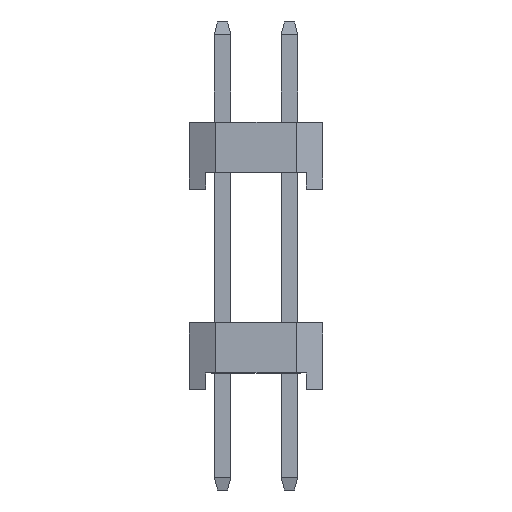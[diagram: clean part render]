
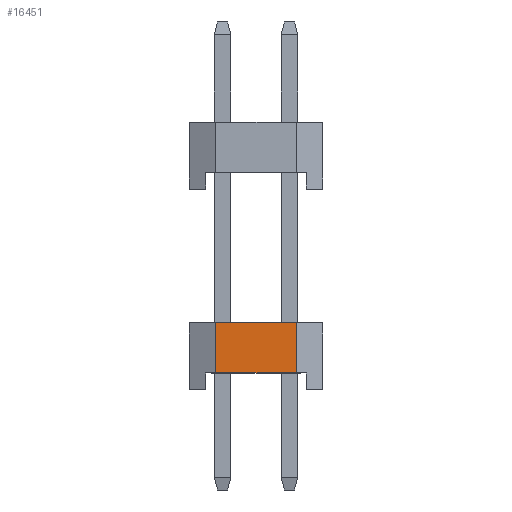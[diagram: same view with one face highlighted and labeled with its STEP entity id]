
A CAD part, left-side view. The second image highlights one B-rep face of the part: STEP entity #16451.
In plain terms, the highlighted planar face has unit normal (-1, 0, 0).
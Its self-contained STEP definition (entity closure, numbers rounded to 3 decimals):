
#1794 = VERTEX_POINT ( 'NONE', #23898 ) ;
#3024 = FACE_OUTER_BOUND ( 'NONE', #10455, .T. ) ;
#3374 = CARTESIAN_POINT ( 'NONE',  ( -30., -1.2, 0.5 ) ) ;
#3567 = CARTESIAN_POINT ( 'NONE',  ( -30., 1.2, 2. ) ) ;
#3959 = VECTOR ( 'NONE', #32227, 1000. ) ;
#4049 = EDGE_CURVE ( 'NONE', #1794, #35442, #19992, .T. ) ;
#5346 = ORIENTED_EDGE ( 'NONE', *, *, #27432, .F. ) ;
#5426 = EDGE_CURVE ( 'NONE', #10262, #1794, #23849, .T. ) ;
#5536 = DIRECTION ( 'NONE',  ( 0., 0., 1. ) ) ;
#6095 = DIRECTION ( 'NONE',  ( 0., 0., -1. ) ) ;
#8652 = ORIENTED_EDGE ( 'NONE', *, *, #5426, .F. ) ;
#9301 = DIRECTION ( 'NONE',  ( 0., 1., 0. ) ) ;
#9377 = ORIENTED_EDGE ( 'NONE', *, *, #33783, .T. ) ;
#10262 = VERTEX_POINT ( 'NONE', #3374 ) ;
#10455 = EDGE_LOOP ( 'NONE', ( #22572, #8652, #9377, #5346 ) ) ;
#12375 = VERTEX_POINT ( 'NONE', #12464 ) ;
#12464 = CARTESIAN_POINT ( 'NONE',  ( -30., -1.2, 2. ) ) ;
#16451 = ADVANCED_FACE ( 'NONE', ( #3024 ), #20641, .F. ) ;
#17591 = LINE ( 'NONE', #29259, #22443 ) ;
#19495 = CARTESIAN_POINT ( 'NONE',  ( -30., -2., 2. ) ) ;
#19992 = LINE ( 'NONE', #26480, #3959 ) ;
#20641 = PLANE ( 'NONE',  #21623 ) ;
#21623 = AXIS2_PLACEMENT_3D ( 'NONE', #32302, #24077, #6095 ) ;
#22443 = VECTOR ( 'NONE', #5536, 1000. ) ;
#22556 = LINE ( 'NONE', #19495, #36319 ) ;
#22572 = ORIENTED_EDGE ( 'NONE', *, *, #4049, .F. ) ;
#23849 = LINE ( 'NONE', #35515, #25042 ) ;
#23898 = CARTESIAN_POINT ( 'NONE',  ( -30., 1.2, 0.5 ) ) ;
#24077 = DIRECTION ( 'NONE',  ( 1., 0., 0. ) ) ;
#25042 = VECTOR ( 'NONE', #9301, 1000. ) ;
#25613 = DIRECTION ( 'NONE',  ( 0., -1., 0. ) ) ;
#26480 = CARTESIAN_POINT ( 'NONE',  ( -30., 1.2, 0. ) ) ;
#27432 = EDGE_CURVE ( 'NONE', #35442, #12375, #22556, .T. ) ;
#29259 = CARTESIAN_POINT ( 'NONE',  ( -30., -1.2, 0. ) ) ;
#32227 = DIRECTION ( 'NONE',  ( 0., 0., 1. ) ) ;
#32302 = CARTESIAN_POINT ( 'NONE',  ( -30., -2., 2. ) ) ;
#33783 = EDGE_CURVE ( 'NONE', #10262, #12375, #17591, .T. ) ;
#35442 = VERTEX_POINT ( 'NONE', #3567 ) ;
#35515 = CARTESIAN_POINT ( 'NONE',  ( -30., 1.5, 0.5 ) ) ;
#36319 = VECTOR ( 'NONE', #25613, 1000. ) ;
